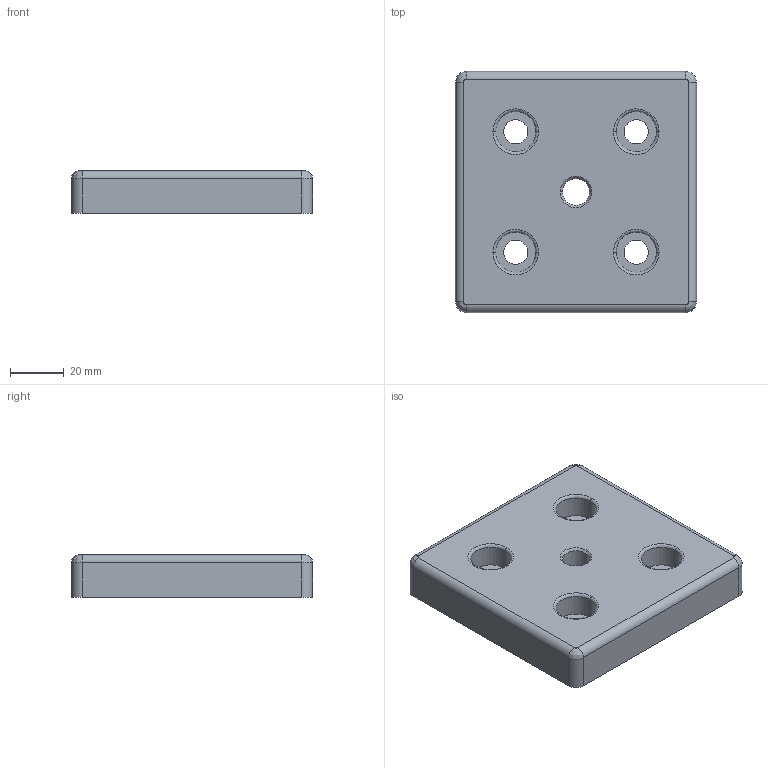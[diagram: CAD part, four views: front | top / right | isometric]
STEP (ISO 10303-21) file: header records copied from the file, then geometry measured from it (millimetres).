
FILE_DESCRIPTION(('STEP AP214'),'1');
FILE_NAME('fath_093t90901208s.stp','2017-10-09T09:47:38',('TraceParts'),('TraceParts S.A.'),'Spatial InterOp 3D',' ',' ');
FILE_SCHEMA(('automotive_design'));
Length unit declared in the file: millimetre
Products named in the file (1): fath_093t90901208s
Bounding box: 90 x 90 x 16 mm (x, y, z)
Volume: 82475.1 mm3; surface area: 31462.8 mm2
Topology: 1 solids, 1 shells, 200 faces, 487 edges, 285 vertices
Faces by surface type: cylinder 102, bspline 67, plane 27, cone 4
Entity records: 9246 total; most frequent: CARTESIAN_POINT 3082, DIRECTION 1006, ORIENTED_EDGE 948, EDGE_CURVE 474, AXIS2_PLACEMENT_3D 425, CIRCLE 291, VERTEX_POINT 285, EDGE_LOOP 219
